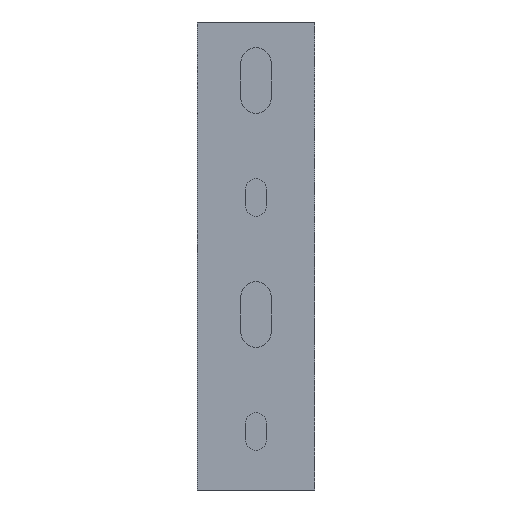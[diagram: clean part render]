
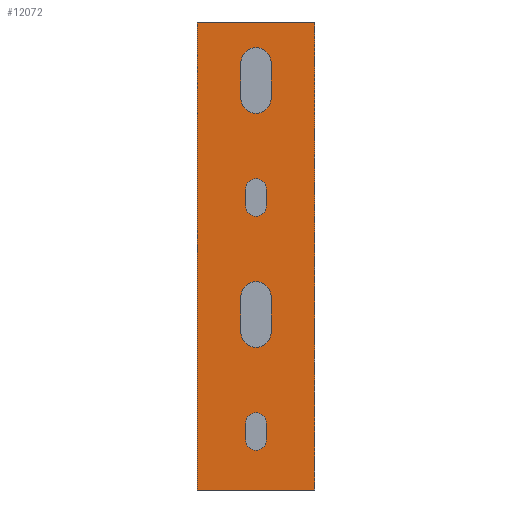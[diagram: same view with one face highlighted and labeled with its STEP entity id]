
A CAD part, front view. The second image highlights one B-rep face of the part: STEP entity #12072.
In plain terms, the highlighted planar face has unit normal (0, -1, 0).
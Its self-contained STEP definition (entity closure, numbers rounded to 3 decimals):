
#1618=DIRECTION('',(0.,0.,-1.));
#1619=VECTOR('',#1618,100.);
#1620=CARTESIAN_POINT('',(-12.5,-1.2,0.));
#1621=LINE('',#1620,#1619);
#4583=DIRECTION('',(1.,0.,0.));
#4584=VECTOR('',#4583,25.);
#4585=CARTESIAN_POINT('',(-12.5,-1.2,0.));
#4586=LINE('',#4585,#4584);
#4590=DIRECTION('',(0.,0.,-1.));
#4591=VECTOR('',#4590,100.);
#4592=CARTESIAN_POINT('',(12.5,-1.2,0.));
#4593=LINE('',#4592,#4591);
#4597=DIRECTION('',(-1.,0.,0.));
#4598=VECTOR('',#4597,25.);
#4599=CARTESIAN_POINT('',(12.5,-1.2,-100.));
#4600=LINE('',#4599,#4598);
#4604=DIRECTION('',(0.,0.,1.));
#4605=VECTOR('',#4604,7.5);
#4606=CARTESIAN_POINT('',(3.25,-1.2,-16.25));
#4607=LINE('',#4606,#4605);
#4611=DIRECTION('',(0.,0.,1.));
#4612=VECTOR('',#4611,7.5);
#4613=CARTESIAN_POINT('',(-3.25,-1.2,-16.25));
#4614=LINE('',#4613,#4612);
#4618=DIRECTION('',(0.,0.,1.));
#4619=VECTOR('',#4618,3.5);
#4620=CARTESIAN_POINT('',(2.25,-1.2,-39.25));
#4621=LINE('',#4620,#4619);
#4625=DIRECTION('',(0.,0.,1.));
#4626=VECTOR('',#4625,3.5);
#4627=CARTESIAN_POINT('',(-2.25,-1.2,-39.25));
#4628=LINE('',#4627,#4626);
#4632=DIRECTION('',(0.,0.,1.));
#4633=VECTOR('',#4632,7.5);
#4634=CARTESIAN_POINT('',(3.25,-1.2,-66.25));
#4635=LINE('',#4634,#4633);
#4639=DIRECTION('',(0.,0.,1.));
#4640=VECTOR('',#4639,7.5);
#4641=CARTESIAN_POINT('',(-3.25,-1.2,-66.25));
#4642=LINE('',#4641,#4640);
#4646=DIRECTION('',(0.,0.,1.));
#4647=VECTOR('',#4646,3.5);
#4648=CARTESIAN_POINT('',(2.25,-1.2,-89.25));
#4649=LINE('',#4648,#4647);
#4653=DIRECTION('',(0.,0.,1.));
#4654=VECTOR('',#4653,3.5);
#4655=CARTESIAN_POINT('',(-2.25,-1.2,-89.25));
#4656=LINE('',#4655,#4654);
#4660=CARTESIAN_POINT('',(0.,-1.2,-16.25));
#4661=DIRECTION('',(0.,1.,0.));
#4662=DIRECTION('',(1.,0.,0.));
#4663=AXIS2_PLACEMENT_3D('',#4660,#4661,#4662);
#4698=CARTESIAN_POINT('',(0.,-1.2,-8.75));
#4699=DIRECTION('',(0.,1.,0.));
#4700=DIRECTION('',(-1.,0.,0.));
#4701=AXIS2_PLACEMENT_3D('',#4698,#4699,#4700);
#4720=CARTESIAN_POINT('',(0.,-1.2,-39.25));
#4721=DIRECTION('',(0.,1.,0.));
#4722=DIRECTION('',(1.,0.,0.));
#4723=AXIS2_PLACEMENT_3D('',#4720,#4721,#4722);
#4758=CARTESIAN_POINT('',(0.,-1.2,-35.75));
#4759=DIRECTION('',(0.,1.,0.));
#4760=DIRECTION('',(-1.,0.,0.));
#4761=AXIS2_PLACEMENT_3D('',#4758,#4759,#4760);
#4780=CARTESIAN_POINT('',(0.,-1.2,-66.25));
#4781=DIRECTION('',(0.,1.,0.));
#4782=DIRECTION('',(1.,0.,0.));
#4783=AXIS2_PLACEMENT_3D('',#4780,#4781,#4782);
#4818=CARTESIAN_POINT('',(0.,-1.2,-58.75));
#4819=DIRECTION('',(0.,1.,0.));
#4820=DIRECTION('',(-1.,0.,0.));
#4821=AXIS2_PLACEMENT_3D('',#4818,#4819,#4820);
#4840=CARTESIAN_POINT('',(0.,-1.2,-89.25));
#4841=DIRECTION('',(0.,1.,0.));
#4842=DIRECTION('',(1.,0.,0.));
#4843=AXIS2_PLACEMENT_3D('',#4840,#4841,#4842);
#4878=CARTESIAN_POINT('',(0.,-1.2,-85.75));
#4879=DIRECTION('',(0.,1.,0.));
#4880=DIRECTION('',(-1.,0.,0.));
#4881=AXIS2_PLACEMENT_3D('',#4878,#4879,#4880);
#7228=CARTESIAN_POINT('',(-3.25,-1.2,-8.75));
#7229=CARTESIAN_POINT('',(3.25,-1.2,-8.75));
#7230=VERTEX_POINT('',#7228);
#7231=VERTEX_POINT('',#7229);
#7240=CARTESIAN_POINT('',(3.25,-1.2,-16.25));
#7241=CARTESIAN_POINT('',(-3.25,-1.2,-16.25));
#7242=VERTEX_POINT('',#7240);
#7243=VERTEX_POINT('',#7241);
#7244=CARTESIAN_POINT('',(-2.25,-1.2,-35.75));
#7245=CARTESIAN_POINT('',(2.25,-1.2,-35.75));
#7246=VERTEX_POINT('',#7244);
#7247=VERTEX_POINT('',#7245);
#7256=CARTESIAN_POINT('',(2.25,-1.2,-39.25));
#7257=CARTESIAN_POINT('',(-2.25,-1.2,-39.25));
#7258=VERTEX_POINT('',#7256);
#7259=VERTEX_POINT('',#7257);
#7260=CARTESIAN_POINT('',(-3.25,-1.2,-66.25));
#7261=CARTESIAN_POINT('',(-3.25,-1.2,-58.75));
#7262=VERTEX_POINT('',#7260);
#7263=VERTEX_POINT('',#7261);
#7264=CARTESIAN_POINT('',(-2.25,-1.2,-89.25));
#7265=CARTESIAN_POINT('',(-2.25,-1.2,-85.75));
#7266=VERTEX_POINT('',#7264);
#7267=VERTEX_POINT('',#7265);
#7276=CARTESIAN_POINT('',(3.25,-1.2,-66.25));
#7277=CARTESIAN_POINT('',(3.25,-1.2,-58.75));
#7278=VERTEX_POINT('',#7276);
#7279=VERTEX_POINT('',#7277);
#7280=CARTESIAN_POINT('',(2.25,-1.2,-89.25));
#7281=CARTESIAN_POINT('',(2.25,-1.2,-85.75));
#7282=VERTEX_POINT('',#7280);
#7283=VERTEX_POINT('',#7281);
#7428=CARTESIAN_POINT('',(-12.5,-1.2,0.));
#7429=CARTESIAN_POINT('',(-12.5,-1.2,-100.));
#7430=VERTEX_POINT('',#7428);
#7431=VERTEX_POINT('',#7429);
#7432=CARTESIAN_POINT('',(12.5,-1.2,0.));
#7433=CARTESIAN_POINT('',(12.5,-1.2,-100.));
#7434=VERTEX_POINT('',#7432);
#7435=VERTEX_POINT('',#7433);
#12021=CARTESIAN_POINT('',(-12.5,-1.2,0.));
#12022=DIRECTION('',(0.,-1.,0.));
#12023=DIRECTION('',(1.,0.,0.));
#12024=AXIS2_PLACEMENT_3D('',#12021,#12022,#12023);
#12025=PLANE('',#12024);
#12026=ORIENTED_EDGE('',*,*,#8549,.T.);
#12027=ORIENTED_EDGE('',*,*,#8730,.T.);
#12028=ORIENTED_EDGE('',*,*,#9340,.T.);
#12029=ORIENTED_EDGE('',*,*,#9671,.F.);
#12030=EDGE_LOOP('',(#12026,#12027,#12028,#12029));
#12031=FACE_OUTER_BOUND('',#12030,.F.);
#12033=ORIENTED_EDGE('',*,*,#12032,.F.);
#12035=ORIENTED_EDGE('',*,*,#12034,.T.);
#12037=ORIENTED_EDGE('',*,*,#12036,.F.);
#12039=ORIENTED_EDGE('',*,*,#12038,.F.);
#12040=EDGE_LOOP('',(#12033,#12035,#12037,#12039));
#12041=FACE_BOUND('',#12040,.F.);
#12043=ORIENTED_EDGE('',*,*,#12042,.F.);
#12045=ORIENTED_EDGE('',*,*,#12044,.T.);
#12047=ORIENTED_EDGE('',*,*,#12046,.F.);
#12049=ORIENTED_EDGE('',*,*,#12048,.F.);
#12050=EDGE_LOOP('',(#12043,#12045,#12047,#12049));
#12051=FACE_BOUND('',#12050,.F.);
#12053=ORIENTED_EDGE('',*,*,#12052,.F.);
#12055=ORIENTED_EDGE('',*,*,#12054,.T.);
#12057=ORIENTED_EDGE('',*,*,#12056,.F.);
#12059=ORIENTED_EDGE('',*,*,#12058,.F.);
#12060=EDGE_LOOP('',(#12053,#12055,#12057,#12059));
#12061=FACE_BOUND('',#12060,.F.);
#12063=ORIENTED_EDGE('',*,*,#12062,.F.);
#12065=ORIENTED_EDGE('',*,*,#12064,.T.);
#12067=ORIENTED_EDGE('',*,*,#12066,.F.);
#12069=ORIENTED_EDGE('',*,*,#12068,.F.);
#12070=EDGE_LOOP('',(#12063,#12065,#12067,#12069));
#12071=FACE_BOUND('',#12070,.F.);
#4664=CIRCLE('',#4663,3.25);
#4702=CIRCLE('',#4701,3.25);
#4724=CIRCLE('',#4723,2.25);
#4762=CIRCLE('',#4761,2.25);
#4784=CIRCLE('',#4783,3.25);
#4822=CIRCLE('',#4821,3.25);
#4844=CIRCLE('',#4843,2.25);
#4882=CIRCLE('',#4881,2.25);
#8549=EDGE_CURVE('',#7430,#7434,#4586,.T.);
#8730=EDGE_CURVE('',#7434,#7435,#4593,.T.);
#9340=EDGE_CURVE('',#7435,#7431,#4600,.T.);
#9671=EDGE_CURVE('',#7430,#7431,#1621,.T.);
#12032=EDGE_CURVE('',#7242,#7243,#4664,.T.);
#12034=EDGE_CURVE('',#7242,#7231,#4607,.T.);
#12036=EDGE_CURVE('',#7230,#7231,#4702,.T.);
#12038=EDGE_CURVE('',#7243,#7230,#4614,.T.);
#12042=EDGE_CURVE('',#7258,#7259,#4724,.T.);
#12044=EDGE_CURVE('',#7258,#7247,#4621,.T.);
#12046=EDGE_CURVE('',#7246,#7247,#4762,.T.);
#12048=EDGE_CURVE('',#7259,#7246,#4628,.T.);
#12052=EDGE_CURVE('',#7278,#7262,#4784,.T.);
#12054=EDGE_CURVE('',#7278,#7279,#4635,.T.);
#12056=EDGE_CURVE('',#7263,#7279,#4822,.T.);
#12058=EDGE_CURVE('',#7262,#7263,#4642,.T.);
#12062=EDGE_CURVE('',#7282,#7266,#4844,.T.);
#12064=EDGE_CURVE('',#7282,#7283,#4649,.T.);
#12066=EDGE_CURVE('',#7267,#7283,#4882,.T.);
#12068=EDGE_CURVE('',#7266,#7267,#4656,.T.);
#12072=ADVANCED_FACE('',(#12031,#12041,#12051,#12061,#12071),#12025,.T.);
